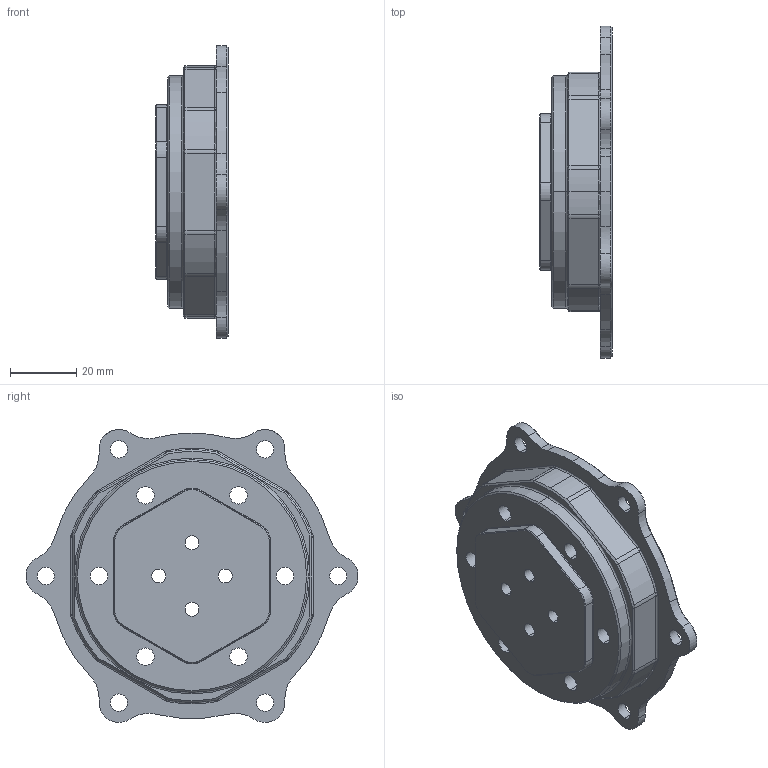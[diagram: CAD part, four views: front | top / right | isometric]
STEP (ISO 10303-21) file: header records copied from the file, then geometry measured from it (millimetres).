
FILE_DESCRIPTION (( 'STEP AP203' ), '1' );
FILE_NAME ('TA00-12-02-0001髋关节俯仰电机法兰.step', '2025-06-04T07:56:59', ( '' ), ( 'HP' ), 'SwSTEP 2.0', 'SolidWorks 2023', '' );
FILE_SCHEMA (( 'CONFIG_CONTROL_DESIGN' ));
Length unit declared in the file: millimetre
Products named in the file (1): TA00-12-02-0001髋关节俯仰电机法兰
Bounding box: 21.75 x 99.96 x 88.21 mm (x, y, z)
Volume: 40772.5 mm3; surface area: 19992.8 mm2
Topology: 1 solids, 1 shells, 284 faces, 685 edges, 394 vertices
Faces by surface type: cylinder 115, cone 91, plane 35, torus 31, bspline 12
Entity records: 9405 total; most frequent: CARTESIAN_POINT 2616, DIRECTION 1530, ORIENTED_EDGE 1346, EDGE_CURVE 673, AXIS2_PLACEMENT_3D 632, VERTEX_POINT 394, CIRCLE 359, EDGE_LOOP 319
